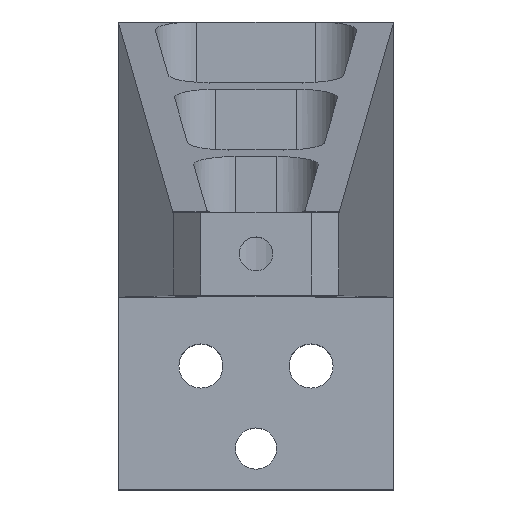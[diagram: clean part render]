
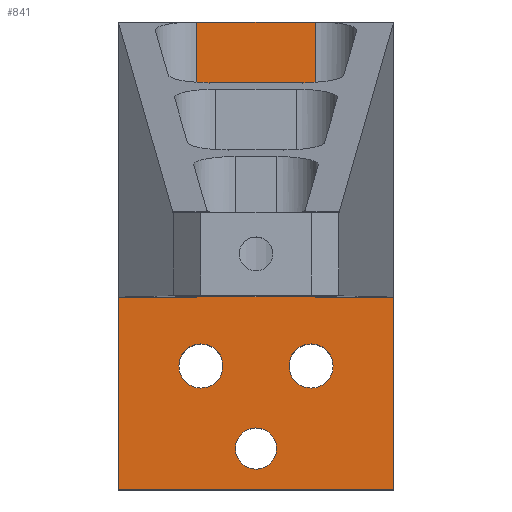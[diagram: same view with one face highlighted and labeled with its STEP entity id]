
A CAD part, top view. The second image highlights one B-rep face of the part: STEP entity #841.
In plain terms, the highlighted planar face has unit normal (0, 0, 1).
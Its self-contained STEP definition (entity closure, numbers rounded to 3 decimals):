
#698=CARTESIAN_POINT('',(-4.323,17.0,7.));
#699=VERTEX_POINT('',#698);
#717=CARTESIAN_POINT('',(-4.323,-3.,7.));
#718=VERTEX_POINT('',#717);
#726=CARTESIAN_POINT('',(-4.323,-3.,7.));
#727=DIRECTION('',(0.0,1.0,0.0));
#728=VECTOR('',#727,20.0);
#729=LINE('',#726,#728);
#730=EDGE_CURVE('',#718,#699,#729,.T.);
#735=CARTESIAN_POINT('',(-10.,-3.,7.0));
#736=DIRECTION('',(0.0,0.0,-1.0));
#737=DIRECTION('',(-1.0,0.0,0.0));
#738=AXIS2_PLACEMENT_3D('',#735,#736,#737);
#739=PLANE('',#738);
#740=ORIENTED_EDGE('',*,*,#730,.F.);
#741=CARTESIAN_POINT('',(-10.,-3.,7.0));
#742=VERTEX_POINT('',#741);
#743=CARTESIAN_POINT('',(-10.,-3.,7.0));
#744=DIRECTION('',(1.0,0.0,0.0));
#745=VECTOR('',#744,5.677);
#746=LINE('',#743,#745);
#747=EDGE_CURVE('',#742,#718,#746,.T.);
#748=ORIENTED_EDGE('',*,*,#747,.F.);
#749=CARTESIAN_POINT('',(-10.,-17.0,7.));
#750=VERTEX_POINT('',#749);
#751=CARTESIAN_POINT('',(-10.,-17.0,7.));
#752=DIRECTION('',(0.0,1.0,0.0));
#753=VECTOR('',#752,14.);
#754=LINE('',#751,#753);
#755=EDGE_CURVE('',#750,#742,#754,.T.);
#756=ORIENTED_EDGE('',*,*,#755,.F.);
#757=CARTESIAN_POINT('',(10.,-17.0,7.));
#758=VERTEX_POINT('',#757);
#759=CARTESIAN_POINT('',(10.,-17.,7.));
#760=DIRECTION('',(-1.0,0.0,0.0));
#761=VECTOR('',#760,20.);
#762=LINE('',#759,#761);
#763=EDGE_CURVE('',#758,#750,#762,.T.);
#764=ORIENTED_EDGE('',*,*,#763,.F.);
#765=CARTESIAN_POINT('',(10.,-3.,7.0));
#766=VERTEX_POINT('',#765);
#767=CARTESIAN_POINT('',(10.,-3.,7.));
#768=DIRECTION('',(0.0,-1.0,0.0));
#769=VECTOR('',#768,14.);
#770=LINE('',#767,#769);
#771=EDGE_CURVE('',#766,#758,#770,.T.);
#772=ORIENTED_EDGE('',*,*,#771,.F.);
#773=CARTESIAN_POINT('',(4.323,-3.,7.));
#774=VERTEX_POINT('',#773);
#775=CARTESIAN_POINT('',(4.323,-3.,7.0));
#776=DIRECTION('',(1.0,0.0,0.0));
#777=VECTOR('',#776,5.677);
#778=LINE('',#775,#777);
#779=EDGE_CURVE('',#774,#766,#778,.T.);
#780=ORIENTED_EDGE('',*,*,#779,.F.);
#781=CARTESIAN_POINT('',(4.323,17.,7.));
#782=VERTEX_POINT('',#781);
#783=CARTESIAN_POINT('',(4.323,17.,7.));
#784=DIRECTION('',(0.0,-1.0,0.0));
#785=VECTOR('',#784,20.);
#786=LINE('',#783,#785);
#787=EDGE_CURVE('',#782,#774,#786,.T.);
#788=ORIENTED_EDGE('',*,*,#787,.F.);
#789=CARTESIAN_POINT('',(-4.323,17.0,7.));
#790=DIRECTION('',(1.0,0.0,0.0));
#791=VECTOR('',#790,8.646);
#792=LINE('',#789,#791);
#793=EDGE_CURVE('',#699,#782,#792,.T.);
#794=ORIENTED_EDGE('',*,*,#793,.F.);
#795=EDGE_LOOP('',(#740,#748,#756,#764,#772,#780,#788,#794));
#796=FACE_OUTER_BOUND('',#795,.T.);
#797=CARTESIAN_POINT('',(5.6,-8.0,7.));
#798=VERTEX_POINT('',#797);
#799=CARTESIAN_POINT('',(4.,-8.0,7.));
#800=DIRECTION('',(0.0,0.0,-1.0));
#801=DIRECTION('',(1.0,0.0,0.0));
#802=AXIS2_PLACEMENT_3D('',#799,#800,#801);
#803=CIRCLE('',#802,1.6);
#804=EDGE_CURVE('',#798,#798,#803,.T.);
#805=ORIENTED_EDGE('',*,*,#804,.T.);
#806=EDGE_LOOP('',(#805));
#807=FACE_BOUND('',#806,.T.);
#808=CARTESIAN_POINT('',(-2.4,-8.,7.));
#809=VERTEX_POINT('',#808);
#810=CARTESIAN_POINT('',(-4.,-8.,7.));
#811=DIRECTION('',(0.0,0.0,-1.0));
#812=DIRECTION('',(1.0,0.0,0.0));
#813=AXIS2_PLACEMENT_3D('',#810,#811,#812);
#814=CIRCLE('',#813,1.6);
#815=EDGE_CURVE('',#809,#809,#814,.T.);
#816=ORIENTED_EDGE('',*,*,#815,.T.);
#817=EDGE_LOOP('',(#816));
#818=FACE_BOUND('',#817,.T.);
#819=CARTESIAN_POINT('',(1.5,-14.0,7.0));
#820=VERTEX_POINT('',#819);
#821=CARTESIAN_POINT('',(0.,-14.0,7.0));
#822=DIRECTION('',(0.0,0.0,-1.0));
#823=DIRECTION('',(-1.0,0.0,0.0));
#824=AXIS2_PLACEMENT_3D('',#821,#822,#823);
#825=CIRCLE('',#824,1.5);
#826=EDGE_CURVE('',#820,#820,#825,.T.);
#827=ORIENTED_EDGE('',*,*,#826,.T.);
#828=EDGE_LOOP('',(#827));
#829=FACE_BOUND('',#828,.T.);
#830=CARTESIAN_POINT('',(1.5,10.,7.));
#831=VERTEX_POINT('',#830);
#832=CARTESIAN_POINT('',(0.,10.,7.));
#833=DIRECTION('',(0.0,0.0,1.0));
#834=DIRECTION('',(-1.0,0.0,0.0));
#835=AXIS2_PLACEMENT_3D('',#832,#833,#834);
#836=CIRCLE('',#835,1.5);
#837=EDGE_CURVE('',#831,#831,#836,.T.);
#838=ORIENTED_EDGE('',*,*,#837,.F.);
#839=EDGE_LOOP('',(#838));
#840=FACE_BOUND('',#839,.T.);
#841=ADVANCED_FACE('',(#796,#807,#818,#829,#840),#739,.F.);
